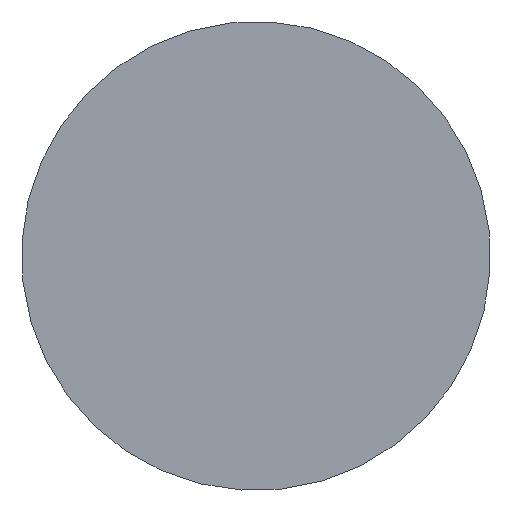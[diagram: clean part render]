
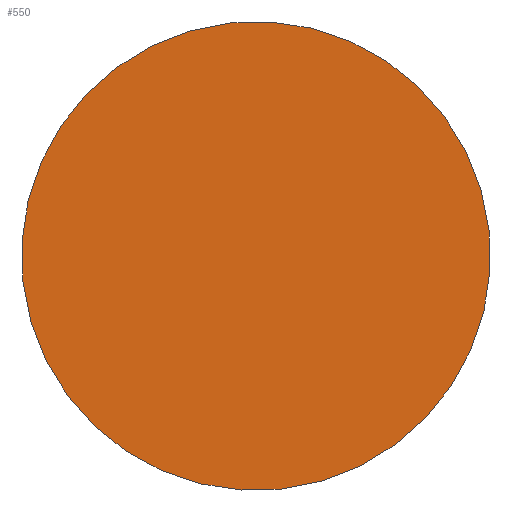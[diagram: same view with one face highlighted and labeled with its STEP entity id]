
A CAD part, front view. The second image highlights one B-rep face of the part: STEP entity #550.
In plain terms, the highlighted planar face has unit normal (0, -1, 0).
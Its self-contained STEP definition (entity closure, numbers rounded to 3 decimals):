
#107=FACE_OUTER_BOUND('',#143,.T.);
#143=EDGE_LOOP('',(#399,#400));
#191=CIRCLE('',#623,12.245);
#192=CIRCLE('',#624,12.245);
#235=VERTEX_POINT('',#901);
#236=VERTEX_POINT('',#902);
#295=EDGE_CURVE('',#235,#236,#191,.T.);
#296=EDGE_CURVE('',#236,#235,#192,.T.);
#399=ORIENTED_EDGE('',*,*,#295,.T.);
#400=ORIENTED_EDGE('',*,*,#296,.T.);
#531=PLANE('',#625);
#550=ADVANCED_FACE('',(#107),#531,.T.);
#623=AXIS2_PLACEMENT_3D('',#903,#731,#732);
#624=AXIS2_PLACEMENT_3D('',#904,#733,#734);
#625=AXIS2_PLACEMENT_3D('',#906,#736,#737);
#731=DIRECTION('center_axis',(0.,-1.,0.));
#732=DIRECTION('ref_axis',(0.805,0.,0.594));
#733=DIRECTION('center_axis',(0.,-1.,0.));
#734=DIRECTION('ref_axis',(0.805,0.,0.594));
#736=DIRECTION('center_axis',(0.,-1.,0.));
#737=DIRECTION('ref_axis',(0.594,0.,-0.805));
#901=CARTESIAN_POINT('',(9.855,-21.092,7.268));
#902=CARTESIAN_POINT('',(-9.855,-21.092,-7.268));
#903=CARTESIAN_POINT('Origin',(0.,-21.092,0.));
#904=CARTESIAN_POINT('Origin',(0.,-21.092,0.));
#906=CARTESIAN_POINT('Origin',(4.928,-21.092,3.634));
